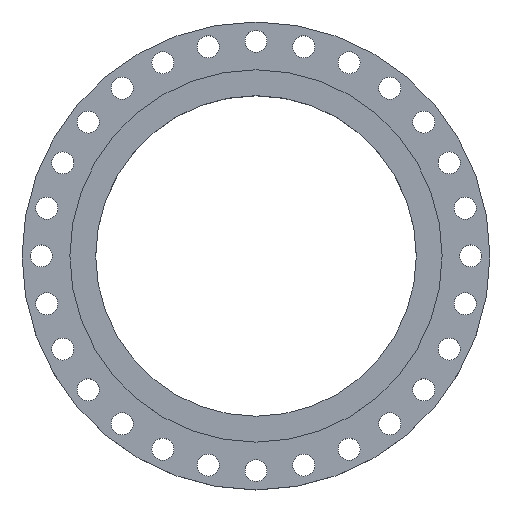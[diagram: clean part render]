
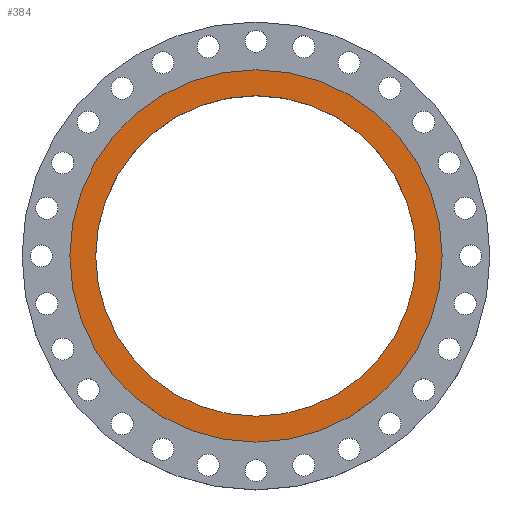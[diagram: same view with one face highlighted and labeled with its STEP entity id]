
A CAD part, top view. The second image highlights one B-rep face of the part: STEP entity #384.
In plain terms, the highlighted planar face has unit normal (0, 0, 1).
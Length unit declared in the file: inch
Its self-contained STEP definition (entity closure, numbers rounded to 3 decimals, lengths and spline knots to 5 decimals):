
#9 = CARTESIAN_POINT ( 'NONE',  ( 0., 0., 0. ) ) ;
#20 = VERTEX_POINT ( 'NONE', #1287 ) ;
#221 = AXIS2_PLACEMENT_3D ( 'NONE', #9, #2420, #2039 ) ;
#280 = CARTESIAN_POINT ( 'NONE',  ( 0., 0., 0. ) ) ;
#305 = FACE_BOUND ( 'NONE', #1104, .T. ) ;
#384 = ADVANCED_FACE ( 'NONE', ( #305, #464 ), #1259, .F. ) ;
#464 = FACE_OUTER_BOUND ( 'NONE', #493, .T. ) ;
#493 = EDGE_LOOP ( 'NONE', ( #2304, #2203 ) ) ;
#509 = VERTEX_POINT ( 'NONE', #1906 ) ;
#537 = DIRECTION ( 'NONE',  ( 1., 0., 0. ) ) ;
#613 = EDGE_CURVE ( 'NONE', #20, #1177, #1344, .T. ) ;
#671 = ORIENTED_EDGE ( 'NONE', *, *, #613, .F. ) ;
#675 = DIRECTION ( 'NONE',  ( 0., 0., 1. ) ) ;
#691 = CIRCLE ( 'NONE', #1019, 15.5 ) ;
#946 = EDGE_CURVE ( 'NONE', #1177, #20, #691, .T. ) ;
#1019 = AXIS2_PLACEMENT_3D ( 'NONE', #1151, #2540, #537 ) ;
#1078 = DIRECTION ( 'NONE',  ( 0., 0., -1. ) ) ;
#1104 = EDGE_LOOP ( 'NONE', ( #671, #2391 ) ) ;
#1151 = CARTESIAN_POINT ( 'NONE',  ( 0., 0., 0. ) ) ;
#1177 = VERTEX_POINT ( 'NONE', #1422 ) ;
#1259 = PLANE ( 'NONE',  #1814 ) ;
#1287 = CARTESIAN_POINT ( 'NONE',  ( 15.5, 0., 0. ) ) ;
#1344 = CIRCLE ( 'NONE', #221, 15.5 ) ;
#1422 = CARTESIAN_POINT ( 'NONE',  ( -15.5, 0., 0. ) ) ;
#1688 = CARTESIAN_POINT ( 'NONE',  ( 0., 0., 0. ) ) ;
#1814 = AXIS2_PLACEMENT_3D ( 'NONE', #2307, #1078, #1892 ) ;
#1827 = CIRCLE ( 'NONE', #2575, 18. ) ;
#1880 = DIRECTION ( 'NONE',  ( 0., 0., 1. ) ) ;
#1890 = DIRECTION ( 'NONE',  ( 1., 0., 0. ) ) ;
#1892 = DIRECTION ( 'NONE',  ( -1., 0., 0. ) ) ;
#1906 = CARTESIAN_POINT ( 'NONE',  ( -18., 0., 0. ) ) ;
#1923 = VERTEX_POINT ( 'NONE', #2068 ) ;
#2039 = DIRECTION ( 'NONE',  ( 1., 0., 0. ) ) ;
#2068 = CARTESIAN_POINT ( 'NONE',  ( 18., 0., 0. ) ) ;
#2203 = ORIENTED_EDGE ( 'NONE', *, *, #2341, .T. ) ;
#2242 = AXIS2_PLACEMENT_3D ( 'NONE', #1688, #675, #1890 ) ;
#2304 = ORIENTED_EDGE ( 'NONE', *, *, #2334, .T. ) ;
#2307 = CARTESIAN_POINT ( 'NONE',  ( 0., 15.5, 0. ) ) ;
#2334 = EDGE_CURVE ( 'NONE', #1923, #509, #2486, .T. ) ;
#2341 = EDGE_CURVE ( 'NONE', #509, #1923, #1827, .T. ) ;
#2391 = ORIENTED_EDGE ( 'NONE', *, *, #946, .F. ) ;
#2420 = DIRECTION ( 'NONE',  ( 0., 0., 1. ) ) ;
#2486 = CIRCLE ( 'NONE', #2242, 18. ) ;
#2489 = DIRECTION ( 'NONE',  ( 1., 0., 0. ) ) ;
#2540 = DIRECTION ( 'NONE',  ( 0., 0., 1. ) ) ;
#2575 = AXIS2_PLACEMENT_3D ( 'NONE', #280, #1880, #2489 ) ;
